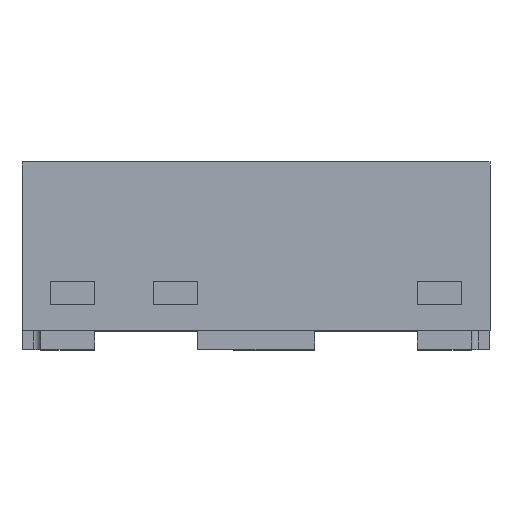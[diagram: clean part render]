
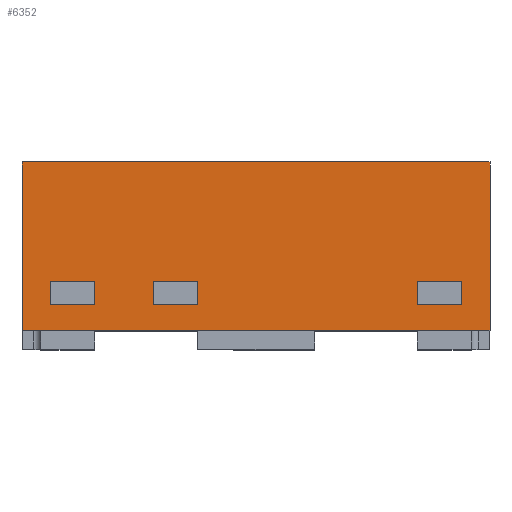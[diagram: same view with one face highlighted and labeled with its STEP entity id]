
A CAD part, top view. The second image highlights one B-rep face of the part: STEP entity #6352.
In plain terms, the highlighted planar face has unit normal (0, 0, 1).
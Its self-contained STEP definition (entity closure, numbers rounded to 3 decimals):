
#184 = DIRECTION ( 'NONE',  ( 0., 1., 0. ) ) ;
#216 = PLANE ( 'NONE',  #1466 ) ;
#248 = VECTOR ( 'NONE', #1625, 1000. ) ;
#280 = LINE ( 'NONE', #3817, #3613 ) ;
#284 = CARTESIAN_POINT ( 'NONE',  ( -0.5, 0.4, 0.55 ) ) ;
#300 = VECTOR ( 'NONE', #5932, 1000. ) ;
#353 = VERTEX_POINT ( 'NONE', #6835 ) ;
#399 = LINE ( 'NONE', #3822, #572 ) ;
#412 = VECTOR ( 'NONE', #5135, 1000. ) ;
#460 = ORIENTED_EDGE ( 'NONE', *, *, #2337, .T. ) ;
#572 = VECTOR ( 'NONE', #3871, 1000. ) ;
#648 = LINE ( 'NONE', #3609, #300 ) ;
#734 = VERTEX_POINT ( 'NONE', #4260 ) ;
#742 = CARTESIAN_POINT ( 'NONE',  ( -0.22, 0.145, 0.55 ) ) ;
#759 = VECTOR ( 'NONE', #2288, 1000. ) ;
#768 = DIRECTION ( 'NONE',  ( 0., -1., 0. ) ) ;
#812 = EDGE_LOOP ( 'NONE', ( #3786, #843, #2126, #4224 ) ) ;
#830 = DIRECTION ( 'NONE',  ( 0., 0., 1. ) ) ;
#843 = ORIENTED_EDGE ( 'NONE', *, *, #1343, .T. ) ;
#968 = VERTEX_POINT ( 'NONE', #3974 ) ;
#1020 = LINE ( 'NONE', #3480, #412 ) ;
#1048 = CARTESIAN_POINT ( 'NONE',  ( 0.5, 0.04, 0.55 ) ) ;
#1119 = LINE ( 'NONE', #5731, #6039 ) ;
#1133 = EDGE_CURVE ( 'NONE', #5533, #4219, #5831, .T. ) ;
#1198 = VERTEX_POINT ( 'NONE', #5263 ) ;
#1226 = ORIENTED_EDGE ( 'NONE', *, *, #5497, .F. ) ;
#1301 = DIRECTION ( 'NONE',  ( 1., 0., 0. ) ) ;
#1308 = DIRECTION ( 'NONE',  ( -1., 0., 0. ) ) ;
#1343 = EDGE_CURVE ( 'NONE', #353, #3883, #2298, .T. ) ;
#1416 = CARTESIAN_POINT ( 'NONE',  ( -0.345, 0.145, 0.55 ) ) ;
#1466 = AXIS2_PLACEMENT_3D ( 'NONE', #5883, #830, #5915 ) ;
#1550 = FACE_BOUND ( 'NONE', #812, .T. ) ;
#1565 = EDGE_CURVE ( 'NONE', #4209, #968, #5998, .T. ) ;
#1625 = DIRECTION ( 'NONE',  ( -1., 0., 0. ) ) ;
#1693 = EDGE_CURVE ( 'NONE', #4475, #1198, #4498, .T. ) ;
#1738 = EDGE_CURVE ( 'NONE', #2269, #5533, #2821, .T. ) ;
#1858 = VECTOR ( 'NONE', #1301, 1000. ) ;
#1960 = VECTOR ( 'NONE', #1308, 1000. ) ;
#1977 = ORIENTED_EDGE ( 'NONE', *, *, #1738, .T. ) ;
#1987 = EDGE_CURVE ( 'NONE', #4219, #3570, #280, .T. ) ;
#2002 = CARTESIAN_POINT ( 'NONE',  ( -0.44, 0.145, 0.55 ) ) ;
#2010 = CARTESIAN_POINT ( 'NONE',  ( -0.5, 0.04, 0.55 ) ) ;
#2046 = ORIENTED_EDGE ( 'NONE', *, *, #6181, .T. ) ;
#2049 = CARTESIAN_POINT ( 'NONE',  ( 0.345, 0.145, 0.55 ) ) ;
#2126 = ORIENTED_EDGE ( 'NONE', *, *, #2796, .T. ) ;
#2269 = VERTEX_POINT ( 'NONE', #5437 ) ;
#2288 = DIRECTION ( 'NONE',  ( 0., 1., 0. ) ) ;
#2298 = LINE ( 'NONE', #5513, #4509 ) ;
#2337 = EDGE_CURVE ( 'NONE', #734, #4209, #2988, .T. ) ;
#2387 = VECTOR ( 'NONE', #768, 1000. ) ;
#2487 = CARTESIAN_POINT ( 'NONE',  ( -0.345, 0.145, 0.55 ) ) ;
#2576 = ORIENTED_EDGE ( 'NONE', *, *, #1987, .T. ) ;
#2650 = DIRECTION ( 'NONE',  ( -1., 0., 0. ) ) ;
#2796 = EDGE_CURVE ( 'NONE', #3883, #6268, #6331, .T. ) ;
#2821 = LINE ( 'NONE', #1416, #2387 ) ;
#2960 = LINE ( 'NONE', #3477, #759 ) ;
#2988 = LINE ( 'NONE', #2049, #4316 ) ;
#3003 = VECTOR ( 'NONE', #184, 1000. ) ;
#3301 = ORIENTED_EDGE ( 'NONE', *, *, #1693, .T. ) ;
#3477 = CARTESIAN_POINT ( 'NONE',  ( -0.5, -1.487, 0.55 ) ) ;
#3480 = CARTESIAN_POINT ( 'NONE',  ( 0.345, 0.095, 0.55 ) ) ;
#3516 = CARTESIAN_POINT ( 'NONE',  ( -0.125, 0.145, 0.55 ) ) ;
#3570 = VERTEX_POINT ( 'NONE', #2002 ) ;
#3609 = CARTESIAN_POINT ( 'NONE',  ( -0.125, 0.145, 0.55 ) ) ;
#3613 = VECTOR ( 'NONE', #7268, 1000. ) ;
#3682 = EDGE_CURVE ( 'NONE', #4475, #6947, #7100, .T. ) ;
#3685 = ORIENTED_EDGE ( 'NONE', *, *, #5175, .F. ) ;
#3786 = ORIENTED_EDGE ( 'NONE', *, *, #6986, .T. ) ;
#3817 = CARTESIAN_POINT ( 'NONE',  ( -0.44, 0.145, 0.55 ) ) ;
#3822 = CARTESIAN_POINT ( 'NONE',  ( -0.125, 0.145, 0.55 ) ) ;
#3869 = VERTEX_POINT ( 'NONE', #6913 ) ;
#3871 = DIRECTION ( 'NONE',  ( 1., 0., 0. ) ) ;
#3883 = VERTEX_POINT ( 'NONE', #4015 ) ;
#3974 = CARTESIAN_POINT ( 'NONE',  ( 0.44, 0.145, 0.55 ) ) ;
#4015 = CARTESIAN_POINT ( 'NONE',  ( -0.22, 0.095, 0.55 ) ) ;
#4043 = VERTEX_POINT ( 'NONE', #284 ) ;
#4073 = VECTOR ( 'NONE', #6418, 1000. ) ;
#4086 = FACE_BOUND ( 'NONE', #6346, .T. ) ;
#4096 = CARTESIAN_POINT ( 'NONE',  ( -0.345, 0.095, 0.55 ) ) ;
#4209 = VERTEX_POINT ( 'NONE', #5577 ) ;
#4219 = VERTEX_POINT ( 'NONE', #4969 ) ;
#4224 = ORIENTED_EDGE ( 'NONE', *, *, #6637, .T. ) ;
#4252 = CARTESIAN_POINT ( 'NONE',  ( 0.5, 0.4, 0.55 ) ) ;
#4260 = CARTESIAN_POINT ( 'NONE',  ( 0.345, 0.095, 0.55 ) ) ;
#4316 = VECTOR ( 'NONE', #5991, 1000. ) ;
#4475 = VERTEX_POINT ( 'NONE', #4620 ) ;
#4498 = LINE ( 'NONE', #4627, #3003 ) ;
#4509 = VECTOR ( 'NONE', #2650, 1000. ) ;
#4523 = FACE_BOUND ( 'NONE', #7236, .T. ) ;
#4543 = ORIENTED_EDGE ( 'NONE', *, *, #7024, .T. ) ;
#4620 = CARTESIAN_POINT ( 'NONE',  ( 0.5, 0.04, 0.55 ) ) ;
#4623 = DIRECTION ( 'NONE',  ( 0., 1., 0. ) ) ;
#4627 = CARTESIAN_POINT ( 'NONE',  ( 0.5, -1.487, 0.55 ) ) ;
#4784 = LINE ( 'NONE', #2487, #4073 ) ;
#4788 = ORIENTED_EDGE ( 'NONE', *, *, #5504, .T. ) ;
#4812 = DIRECTION ( 'NONE',  ( 1., 0., 0. ) ) ;
#4930 = VECTOR ( 'NONE', #4812, 1000. ) ;
#4969 = CARTESIAN_POINT ( 'NONE',  ( -0.44, 0.095, 0.55 ) ) ;
#5132 = DIRECTION ( 'NONE',  ( 0., -1., 0. ) ) ;
#5135 = DIRECTION ( 'NONE',  ( -1., 0., 0. ) ) ;
#5175 = EDGE_CURVE ( 'NONE', #4043, #1198, #5452, .T. ) ;
#5263 = CARTESIAN_POINT ( 'NONE',  ( 0.5, 0.4, 0.55 ) ) ;
#5360 = CARTESIAN_POINT ( 'NONE',  ( -0.22, 0.145, 0.55 ) ) ;
#5437 = CARTESIAN_POINT ( 'NONE',  ( -0.345, 0.145, 0.55 ) ) ;
#5452 = LINE ( 'NONE', #4252, #4930 ) ;
#5497 = EDGE_CURVE ( 'NONE', #6947, #4043, #2960, .T. ) ;
#5504 = EDGE_CURVE ( 'NONE', #968, #3869, #1119, .T. ) ;
#5513 = CARTESIAN_POINT ( 'NONE',  ( -0.125, 0.095, 0.55 ) ) ;
#5533 = VERTEX_POINT ( 'NONE', #5682 ) ;
#5577 = CARTESIAN_POINT ( 'NONE',  ( 0.345, 0.145, 0.55 ) ) ;
#5587 = CARTESIAN_POINT ( 'NONE',  ( 0.345, 0.145, 0.55 ) ) ;
#5682 = CARTESIAN_POINT ( 'NONE',  ( -0.345, 0.095, 0.55 ) ) ;
#5731 = CARTESIAN_POINT ( 'NONE',  ( 0.44, 0.145, 0.55 ) ) ;
#5831 = LINE ( 'NONE', #4096, #1960 ) ;
#5847 = FACE_OUTER_BOUND ( 'NONE', #6357, .T. ) ;
#5883 = CARTESIAN_POINT ( 'NONE',  ( 0.5, -1.487, 0.55 ) ) ;
#5915 = DIRECTION ( 'NONE',  ( 1., 0., 0. ) ) ;
#5932 = DIRECTION ( 'NONE',  ( 0., -1., 0. ) ) ;
#5941 = ORIENTED_EDGE ( 'NONE', *, *, #3682, .F. ) ;
#5991 = DIRECTION ( 'NONE',  ( 0., 1., 0. ) ) ;
#5998 = LINE ( 'NONE', #5587, #1858 ) ;
#6039 = VECTOR ( 'NONE', #5132, 1000. ) ;
#6181 = EDGE_CURVE ( 'NONE', #3869, #734, #1020, .T. ) ;
#6260 = ORIENTED_EDGE ( 'NONE', *, *, #1133, .T. ) ;
#6268 = VERTEX_POINT ( 'NONE', #5360 ) ;
#6331 = LINE ( 'NONE', #742, #6936 ) ;
#6346 = EDGE_LOOP ( 'NONE', ( #1977, #6260, #2576, #4543 ) ) ;
#6352 = ADVANCED_FACE ( 'NONE', ( #4086, #1550, #4523, #5847 ), #216, .T. ) ;
#6357 = EDGE_LOOP ( 'NONE', ( #5941, #3301, #3685, #1226 ) ) ;
#6418 = DIRECTION ( 'NONE',  ( 1., 0., 0. ) ) ;
#6637 = EDGE_CURVE ( 'NONE', #6268, #6861, #399, .T. ) ;
#6835 = CARTESIAN_POINT ( 'NONE',  ( -0.125, 0.095, 0.55 ) ) ;
#6861 = VERTEX_POINT ( 'NONE', #3516 ) ;
#6913 = CARTESIAN_POINT ( 'NONE',  ( 0.44, 0.095, 0.55 ) ) ;
#6936 = VECTOR ( 'NONE', #4623, 1000. ) ;
#6947 = VERTEX_POINT ( 'NONE', #2010 ) ;
#6986 = EDGE_CURVE ( 'NONE', #6861, #353, #648, .T. ) ;
#7024 = EDGE_CURVE ( 'NONE', #3570, #2269, #4784, .T. ) ;
#7100 = LINE ( 'NONE', #1048, #248 ) ;
#7234 = ORIENTED_EDGE ( 'NONE', *, *, #1565, .T. ) ;
#7236 = EDGE_LOOP ( 'NONE', ( #7234, #4788, #2046, #460 ) ) ;
#7268 = DIRECTION ( 'NONE',  ( 0., 1., 0. ) ) ;
